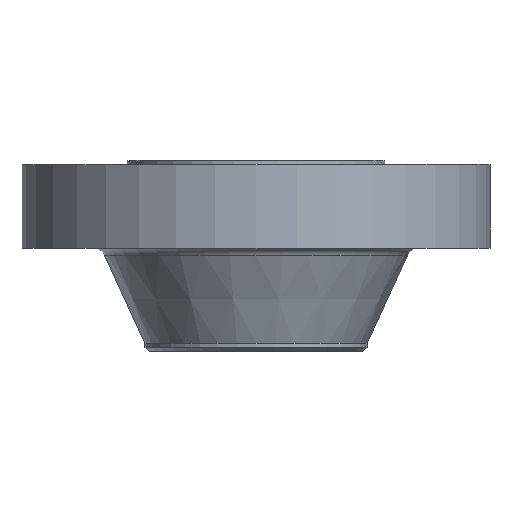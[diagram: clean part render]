
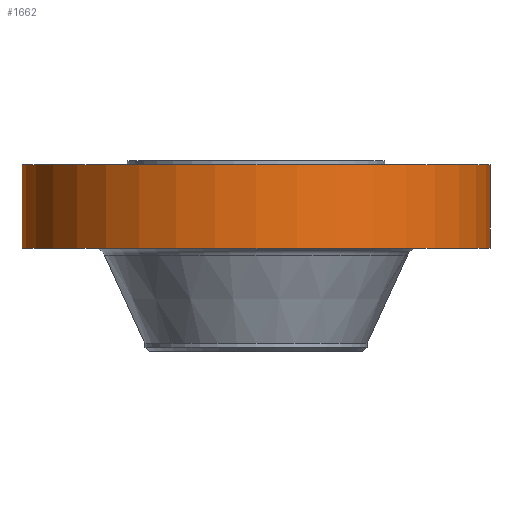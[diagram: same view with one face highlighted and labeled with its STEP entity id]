
A CAD part, front view. The second image highlights one B-rep face of the part: STEP entity #1662.
In plain terms, the highlighted cylindrical face has radius 374.65 mm (diameter 749.3 mm), a partial arc.
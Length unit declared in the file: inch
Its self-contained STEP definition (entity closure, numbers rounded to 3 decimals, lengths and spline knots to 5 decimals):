
#44 = CARTESIAN_POINT ( 'NONE',  ( -14.75, 0., 0. ) ) ;
#46 = DIRECTION ( 'NONE',  ( 1., 0., 0. ) ) ;
#52 = LINE ( 'NONE', #1414, #825 ) ;
#61 = AXIS2_PLACEMENT_3D ( 'NONE', #305, #1122, #1116 ) ;
#76 = CARTESIAN_POINT ( 'NONE',  ( -14.75, 0., -0.25 ) ) ;
#101 = EDGE_CURVE ( 'NONE', #701, #1271, #933, .T. ) ;
#123 = EDGE_CURVE ( 'NONE', #1727, #1321, #1049, .T. ) ;
#130 = CARTESIAN_POINT ( 'NONE',  ( 14.75, 0., -0.25 ) ) ;
#145 = CARTESIAN_POINT ( 'NONE',  ( -14.75, 0., -5.5 ) ) ;
#260 = CARTESIAN_POINT ( 'NONE',  ( 14.75, 0., -5.5 ) ) ;
#305 = CARTESIAN_POINT ( 'NONE',  ( 0., 0., -5.5 ) ) ;
#371 = EDGE_CURVE ( 'NONE', #701, #1727, #867, .T. ) ;
#459 = DIRECTION ( 'NONE',  ( 0., 0., 1. ) ) ;
#484 = ORIENTED_EDGE ( 'NONE', *, *, #101, .T. ) ;
#487 = EDGE_LOOP ( 'NONE', ( #499, #484, #1200, #1597 ) ) ;
#497 = CYLINDRICAL_SURFACE ( 'NONE', #600, 14.75 ) ;
#499 = ORIENTED_EDGE ( 'NONE', *, *, #371, .F. ) ;
#600 = AXIS2_PLACEMENT_3D ( 'NONE', #1572, #1032, #890 ) ;
#701 = VERTEX_POINT ( 'NONE', #145 ) ;
#825 = VECTOR ( 'NONE', #1404, 39.37008 ) ;
#857 = DIRECTION ( 'NONE',  ( 0., 0., 1. ) ) ;
#867 = LINE ( 'NONE', #44, #1642 ) ;
#871 = EDGE_CURVE ( 'NONE', #1271, #1321, #52, .T. ) ;
#890 = DIRECTION ( 'NONE',  ( 1., 0., 0. ) ) ;
#933 = CIRCLE ( 'NONE', #61, 14.75 ) ;
#1019 = AXIS2_PLACEMENT_3D ( 'NONE', #1392, #857, #46 ) ;
#1032 = DIRECTION ( 'NONE',  ( 0., 0., 1. ) ) ;
#1049 = CIRCLE ( 'NONE', #1019, 14.75 ) ;
#1116 = DIRECTION ( 'NONE',  ( 1., 0., 0. ) ) ;
#1122 = DIRECTION ( 'NONE',  ( 0., 0., 1. ) ) ;
#1200 = ORIENTED_EDGE ( 'NONE', *, *, #871, .T. ) ;
#1271 = VERTEX_POINT ( 'NONE', #260 ) ;
#1321 = VERTEX_POINT ( 'NONE', #130 ) ;
#1392 = CARTESIAN_POINT ( 'NONE',  ( 0., 0., -0.25 ) ) ;
#1404 = DIRECTION ( 'NONE',  ( 0., 0., 1. ) ) ;
#1414 = CARTESIAN_POINT ( 'NONE',  ( 14.75, 0., 0. ) ) ;
#1438 = FACE_OUTER_BOUND ( 'NONE', #487, .T. ) ;
#1572 = CARTESIAN_POINT ( 'NONE',  ( 0., 0., 0. ) ) ;
#1597 = ORIENTED_EDGE ( 'NONE', *, *, #123, .F. ) ;
#1642 = VECTOR ( 'NONE', #459, 39.37008 ) ;
#1662 = ADVANCED_FACE ( 'NONE', ( #1438 ), #497, .T. ) ;
#1727 = VERTEX_POINT ( 'NONE', #76 ) ;
